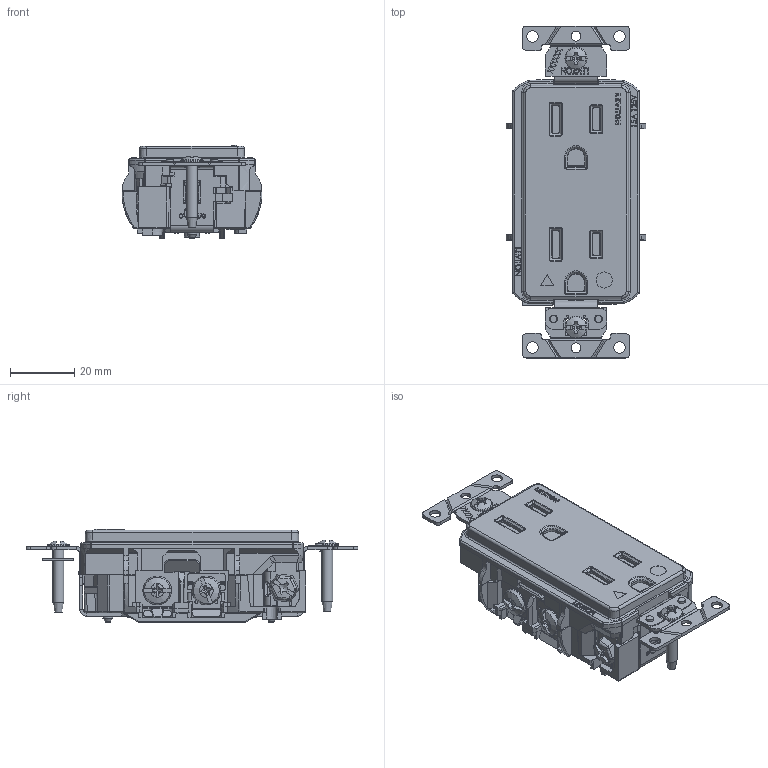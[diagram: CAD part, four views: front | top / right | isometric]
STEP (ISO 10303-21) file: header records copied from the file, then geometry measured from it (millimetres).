
FILE_DESCRIPTION (( 'STEP AP214' ), '1' );
FILE_NAME ('CATSTD-D8200-IGX-M01.STEP', '2020-10-21T18:40:33', ( '' ), ( '' ), 'SwSTEP 2.0', 'SolidWorks 2020', '' );
FILE_SCHEMA (( 'AUTOMOTIVE_DESIGN' ));
Length unit declared in the file: inch
Products named in the file (1): CATSTD-D8200-IGX-M01
Bounding box: 43.43 x 103.17 x 28.96 mm (x, y, z)
Volume: 56700.5 mm3; surface area: 25374 mm2
Topology: 5 solids, 14 shells, 4846 faces, 12897 edges, 8345 vertices
Faces by surface type: plane 3259, bspline 893, cylinder 531, cone 87, torus 48, sphere 28
Full cylindrical faces by diameter (mm): 1.016 x12, 2.184 x2, 2.286 x1, 2.413 x2, 2.858 x1, 3.048 x2, 3.175 x1, 3.302 x1, 3.378 x1, 3.404 x2, 3.505 x2, 3.556 x5, 3.734 x1, 3.783 x1, 3.988 x2, 4.064 x1, 4.166 x4, 4.699 x1, 4.953 x3, 4.991 x1, 6.858 x2
Entity records: 267417 total; most frequent: CARTESIAN_POINT 92439, ORIENTED_EDGE 25514, DIRECTION 19341, EDGE_CURVE 12757, VECTOR 9331, LINE 9331, VERTEX_POINT 8294, EDGE_LOOP 5265
